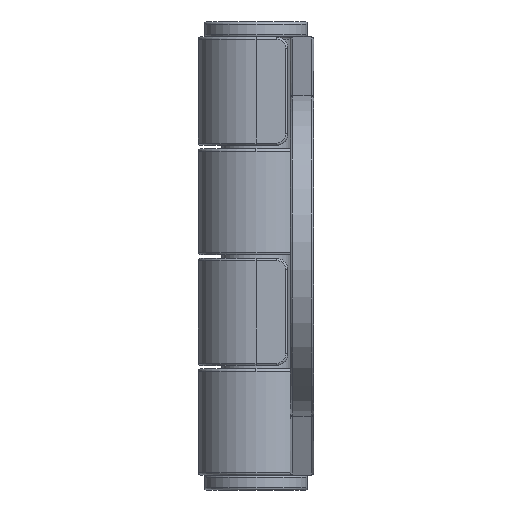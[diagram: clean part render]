
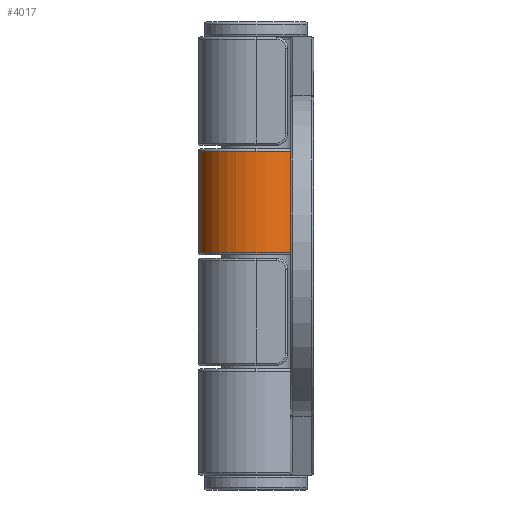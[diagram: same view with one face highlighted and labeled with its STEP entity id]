
A CAD part, left-side view. The second image highlights one B-rep face of the part: STEP entity #4017.
In plain terms, the highlighted cylindrical face has radius 5 mm (diameter 10 mm), a partial arc.
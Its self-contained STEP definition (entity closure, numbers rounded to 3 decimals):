
#262 = CIRCLE ( 'NONE', #273, 5. ) ;
#273 = AXIS2_PLACEMENT_3D ( 'NONE', #285, #284, #283 ) ;
#283 = DIRECTION ( 'NONE',  ( -1., 0., 0. ) ) ;
#284 = DIRECTION ( 'NONE',  ( 0., 0., -1. ) ) ;
#285 = CARTESIAN_POINT ( 'NONE',  ( -15.5, 5., 9.1 ) ) ;
#454 = CARTESIAN_POINT ( 'NONE',  ( -15.5, 0., 9.1 ) ) ;
#480 = CARTESIAN_POINT ( 'NONE',  ( -20.5, 5., 9.1 ) ) ;
#2002 = CIRCLE ( 'NONE', #2057, 5. ) ;
#2028 = DIRECTION ( 'NONE',  ( -1., 0., 0. ) ) ;
#2045 = DIRECTION ( 'NONE',  ( 0., 0., -1. ) ) ;
#2049 = CARTESIAN_POINT ( 'NONE',  ( -15.5, 5., 9.1 ) ) ;
#2057 = AXIS2_PLACEMENT_3D ( 'NONE', #2049, #2045, #2028 ) ;
#3922 = EDGE_CURVE ( 'NONE', #3982, #3961, #7098, .T. ) ;
#3923 = EDGE_CURVE ( 'NONE', #3982, #3924, #7101, .T. ) ;
#3924 = VERTEX_POINT ( 'NONE', #7090 ) ;
#3925 = ORIENTED_EDGE ( 'NONE', *, *, #3973, .T. ) ;
#3927 = ORIENTED_EDGE ( 'NONE', *, *, #4060, .T. ) ;
#3961 = VERTEX_POINT ( 'NONE', #7122 ) ;
#3964 = ORIENTED_EDGE ( 'NONE', *, *, #3922, .T. ) ;
#3965 = EDGE_LOOP ( 'NONE', ( #4018, #3964, #3925, #6716, #3927 ) ) ;
#3973 = EDGE_CURVE ( 'NONE', #3961, #6736, #7116, .T. ) ;
#3982 = VERTEX_POINT ( 'NONE', #7160 ) ;
#4017 = ADVANCED_FACE ( 'NONE', ( #7203 ), #7221, .T. ) ;
#4018 = ORIENTED_EDGE ( 'NONE', *, *, #3923, .F. ) ;
#4060 = EDGE_CURVE ( 'NONE', #6744, #3924, #2002, .T. ) ;
#6668 = EDGE_CURVE ( 'NONE', #6736, #6744, #262, .T. ) ;
#6716 = ORIENTED_EDGE ( 'NONE', *, *, #6668, .T. ) ;
#6736 = VERTEX_POINT ( 'NONE', #454 ) ;
#6744 = VERTEX_POINT ( 'NONE', #480 ) ;
#6944 = VECTOR ( 'NONE', #6979, 1000. ) ;
#6979 = DIRECTION ( 'NONE',  ( 0., 0., 1. ) ) ;
#7076 = CARTESIAN_POINT ( 'NONE',  ( -15.5, 5., 0.3 ) ) ;
#7080 = CARTESIAN_POINT ( 'NONE',  ( -10.5, 5., -19. ) ) ;
#7082 = DIRECTION ( 'NONE',  ( 1., 0., 0. ) ) ;
#7084 = DIRECTION ( 'NONE',  ( 0., 0., 1. ) ) ;
#7090 = CARTESIAN_POINT ( 'NONE',  ( -10.5, 5., 9.1 ) ) ;
#7091 = AXIS2_PLACEMENT_3D ( 'NONE', #7076, #7099, #7082 ) ;
#7092 = VECTOR ( 'NONE', #7084, 1000. ) ;
#7098 = CIRCLE ( 'NONE', #7091, 5. ) ;
#7099 = DIRECTION ( 'NONE',  ( 0., 0., 1. ) ) ;
#7101 = LINE ( 'NONE', #7080, #7092 ) ;
#7115 = CARTESIAN_POINT ( 'NONE',  ( -15.5, 0., -19. ) ) ;
#7116 = LINE ( 'NONE', #7115, #6944 ) ;
#7122 = CARTESIAN_POINT ( 'NONE',  ( -15.5, 0., 0.3 ) ) ;
#7160 = CARTESIAN_POINT ( 'NONE',  ( -10.5, 5., 0.3 ) ) ;
#7202 = DIRECTION ( 'NONE',  ( 0., 0., 1. ) ) ;
#7203 = FACE_OUTER_BOUND ( 'NONE', #3965, .T. ) ;
#7217 = CARTESIAN_POINT ( 'NONE',  ( -15.5, 5., -19. ) ) ;
#7218 = DIRECTION ( 'NONE',  ( 1., 0., 0. ) ) ;
#7221 = CYLINDRICAL_SURFACE ( 'NONE', #7223, 5. ) ;
#7223 = AXIS2_PLACEMENT_3D ( 'NONE', #7217, #7202, #7218 ) ;
